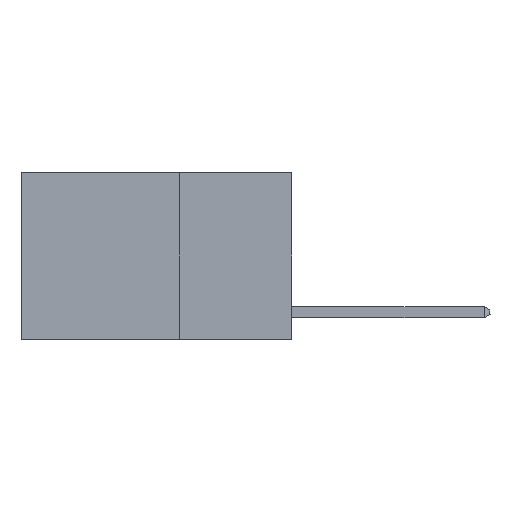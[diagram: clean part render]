
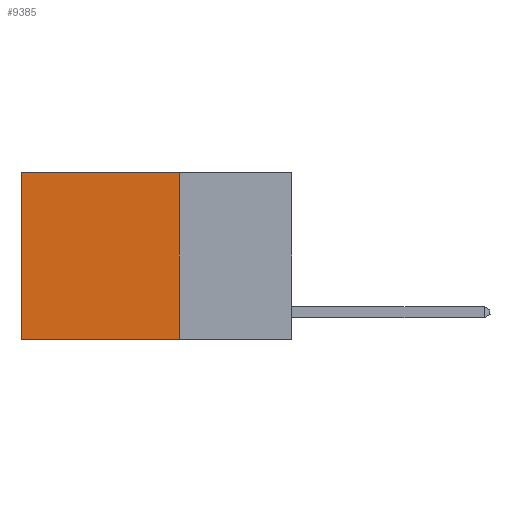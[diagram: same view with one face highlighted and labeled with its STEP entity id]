
A CAD part, left-side view. The second image highlights one B-rep face of the part: STEP entity #9385.
In plain terms, the highlighted planar face has unit normal (-1, 0, 0).
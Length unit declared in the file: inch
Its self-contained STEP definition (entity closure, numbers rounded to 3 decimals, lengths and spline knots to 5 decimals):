
#1608 = EDGE_CURVE ( 'NONE', #8634, #9011, #20610, .T. ) ;
#2366 = VECTOR ( 'NONE', #12120, 39.37008 ) ;
#3058 = DIRECTION ( 'NONE',  ( 0., 0., -1. ) ) ;
#3341 = PLANE ( 'NONE',  #9006 ) ;
#3520 = VERTEX_POINT ( 'NONE', #18051 ) ;
#3591 = VERTEX_POINT ( 'NONE', #5690 ) ;
#3935 = VECTOR ( 'NONE', #3058, 39.37008 ) ;
#5690 = CARTESIAN_POINT ( 'NONE',  ( 0.2625, 0.6, 0. ) ) ;
#5996 = CARTESIAN_POINT ( 'NONE',  ( 0.2625, 0.25, 0. ) ) ;
#6084 = VECTOR ( 'NONE', #13214, 39.37008 ) ;
#6172 = CARTESIAN_POINT ( 'NONE',  ( 0.2625, 0.25, -0.37 ) ) ;
#7339 = EDGE_CURVE ( 'NONE', #3520, #8634, #10702, .T. ) ;
#7684 = DIRECTION ( 'NONE',  ( 1., 0., 0. ) ) ;
#8634 = VERTEX_POINT ( 'NONE', #10014 ) ;
#8865 = CARTESIAN_POINT ( 'NONE',  ( 0.2625, 0.6, 0. ) ) ;
#9006 = AXIS2_PLACEMENT_3D ( 'NONE', #10910, #7684, #12384 ) ;
#9011 = VERTEX_POINT ( 'NONE', #17305 ) ;
#9249 = FACE_OUTER_BOUND ( 'NONE', #16510, .T. ) ;
#9385 = ADVANCED_FACE ( 'NONE', ( #9249 ), #3341, .F. ) ;
#9622 = ORIENTED_EDGE ( 'NONE', *, *, #18205, .T. ) ;
#10014 = CARTESIAN_POINT ( 'NONE',  ( 0.2625, 0.25, -0.37 ) ) ;
#10682 = VECTOR ( 'NONE', #11088, 39.37008 ) ;
#10702 = LINE ( 'NONE', #5996, #3935 ) ;
#10910 = CARTESIAN_POINT ( 'NONE',  ( 0.2625, 0.25, 0. ) ) ;
#11088 = DIRECTION ( 'NONE',  ( 0., 1., 0. ) ) ;
#11122 = ORIENTED_EDGE ( 'NONE', *, *, #14131, .T. ) ;
#12120 = DIRECTION ( 'NONE',  ( 0., 0., -1. ) ) ;
#12384 = DIRECTION ( 'NONE',  ( 0., 0., -1. ) ) ;
#13118 = LINE ( 'NONE', #19494, #6084 ) ;
#13214 = DIRECTION ( 'NONE',  ( 0., 1., 0. ) ) ;
#14131 = EDGE_CURVE ( 'NONE', #3520, #3591, #13118, .T. ) ;
#16510 = EDGE_LOOP ( 'NONE', ( #9622, #17841, #18893, #11122 ) ) ;
#16711 = LINE ( 'NONE', #8865, #2366 ) ;
#17305 = CARTESIAN_POINT ( 'NONE',  ( 0.2625, 0.6, -0.37 ) ) ;
#17841 = ORIENTED_EDGE ( 'NONE', *, *, #1608, .F. ) ;
#18051 = CARTESIAN_POINT ( 'NONE',  ( 0.2625, 0.25, 0. ) ) ;
#18205 = EDGE_CURVE ( 'NONE', #3591, #9011, #16711, .T. ) ;
#18893 = ORIENTED_EDGE ( 'NONE', *, *, #7339, .F. ) ;
#19494 = CARTESIAN_POINT ( 'NONE',  ( 0.2625, 0.25, 0. ) ) ;
#20610 = LINE ( 'NONE', #6172, #10682 ) ;
